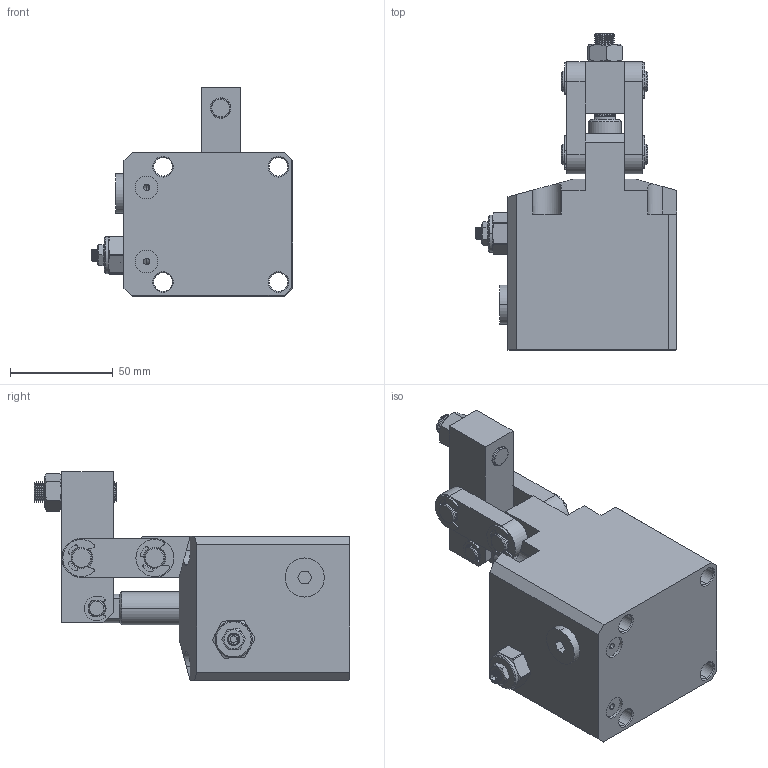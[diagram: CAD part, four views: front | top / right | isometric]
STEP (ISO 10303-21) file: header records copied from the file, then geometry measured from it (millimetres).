
FILE_DESCRIPTION (( 'STEP AP214' ), '1' );
FILE_NAME ('CBLU-45CR杠杆式油压缸三维图.STEP', '2019-04-29T03:21:20', ( '' ), ( '' ), 'SwSTEP 2.0', 'SolidWorks 2016', '' );
FILE_SCHEMA (( 'AUTOMOTIVE_DESIGN' ));
Length unit declared in the file: millimetre
Products named in the file (13): 囀鞠褒黑芛郔陔1-4; CZL20覃厒概; 蹟邡M10; 蹟譫; 湮諶; 苤粟; 酗种粣; 傻种粣; 45揤啣; 蟀裝; 錨璃3_1; 45CR掛极_1; CBLU-45CR杠杆式油压缸三维图
Assembly tree (18 placements, depth 2):
  CBLU-45CR杠杆式油压缸三维图
    45CR掛极_1
    錨璃3_1
    蟀裝  x2
    45揤啣
    傻种粣
    酗种粣  x2
    苤粟  x2
    湮諶  x4
    蹟譫
    蹟邡M10
    CZL20覃厒概
    囀鞠褒黑芛郔陔1-4
Bounding box: 97.9 x 153.5 x 101.5 mm (x, y, z)
Volume: 449177.7 mm3; surface area: 94340.7 mm2
Topology: 17 solids, 23 shells, 960 faces, 2471 edges, 1579 vertices
Faces by surface type: cylinder 369, cone 271, plane 207, bspline 97, torus 16
Entity records: 54180 total; most frequent: CARTESIAN_POINT 34168, ORIENTED_EDGE 4229, DIRECTION 4014, EDGE_CURVE 2130, AXIS2_PLACEMENT_3D 1599, VERTEX_POINT 1355, EDGE_LOOP 895, CIRCLE 847
